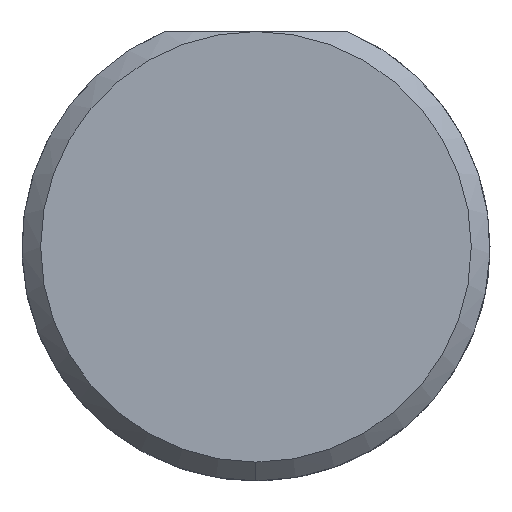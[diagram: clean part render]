
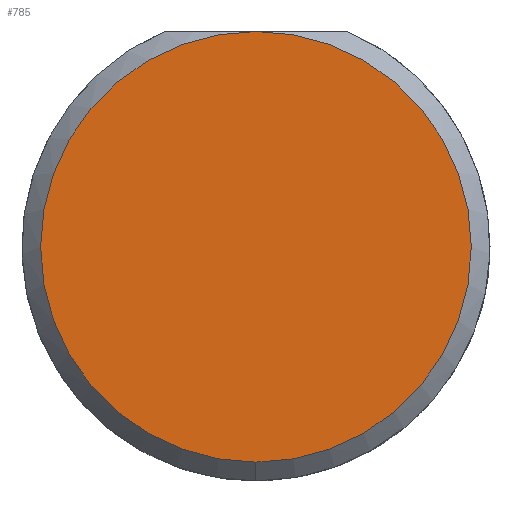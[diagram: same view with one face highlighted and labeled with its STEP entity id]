
A CAD part, left-side view. The second image highlights one B-rep face of the part: STEP entity #785.
In plain terms, the highlighted planar face has unit normal (-1, 0, 0).
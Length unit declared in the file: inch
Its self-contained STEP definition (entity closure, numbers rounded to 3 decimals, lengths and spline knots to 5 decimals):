
#2 = PLANE ( 'NONE',  #301 ) ;
#6 = DIRECTION ( 'NONE',  ( -1., 0., 0. ) ) ;
#10 = DIRECTION ( 'NONE',  ( 1., 0., 0. ) ) ;
#67 = EDGE_CURVE ( 'NONE', #94, #160, #480, .T. ) ;
#75 = DIRECTION ( 'NONE',  ( -1., 0., 0. ) ) ;
#84 = FACE_OUTER_BOUND ( 'NONE', #754, .T. ) ;
#94 = VERTEX_POINT ( 'NONE', #199 ) ;
#134 = DIRECTION ( 'NONE',  ( 0., 0., -1. ) ) ;
#160 = VERTEX_POINT ( 'NONE', #362 ) ;
#199 = CARTESIAN_POINT ( 'NONE',  ( 0., 0., -0.115 ) ) ;
#301 = AXIS2_PLACEMENT_3D ( 'NONE', #519, #10, #134 ) ;
#302 = CARTESIAN_POINT ( 'NONE',  ( 0., 0., 0. ) ) ;
#317 = CARTESIAN_POINT ( 'NONE',  ( 0., 0., 0. ) ) ;
#323 = DIRECTION ( 'NONE',  ( 0., 0., -1. ) ) ;
#348 = AXIS2_PLACEMENT_3D ( 'NONE', #317, #6, #323 ) ;
#362 = CARTESIAN_POINT ( 'NONE',  ( 0., 0., 0.115 ) ) ;
#420 = CIRCLE ( 'NONE', #481, 0.115 ) ;
#469 = ORIENTED_EDGE ( 'NONE', *, *, #719, .T. ) ;
#480 = CIRCLE ( 'NONE', #348, 0.115 ) ;
#481 = AXIS2_PLACEMENT_3D ( 'NONE', #302, #75, #513 ) ;
#513 = DIRECTION ( 'NONE',  ( 0., 0., -1. ) ) ;
#519 = CARTESIAN_POINT ( 'NONE',  ( 0., 0., 0. ) ) ;
#719 = EDGE_CURVE ( 'NONE', #160, #94, #420, .T. ) ;
#741 = ORIENTED_EDGE ( 'NONE', *, *, #67, .T. ) ;
#754 = EDGE_LOOP ( 'NONE', ( #469, #741 ) ) ;
#785 = ADVANCED_FACE ( 'NONE', ( #84 ), #2, .F. ) ;
